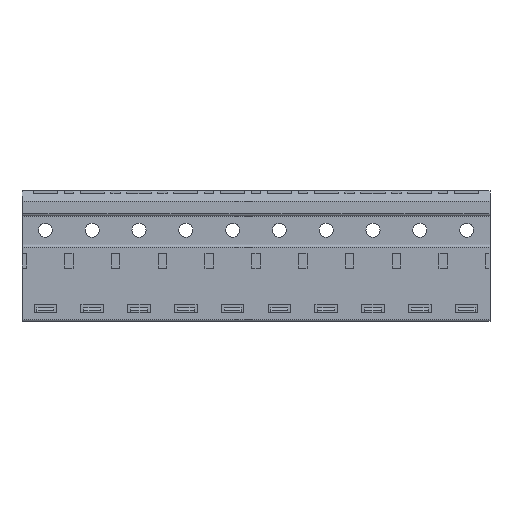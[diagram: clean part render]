
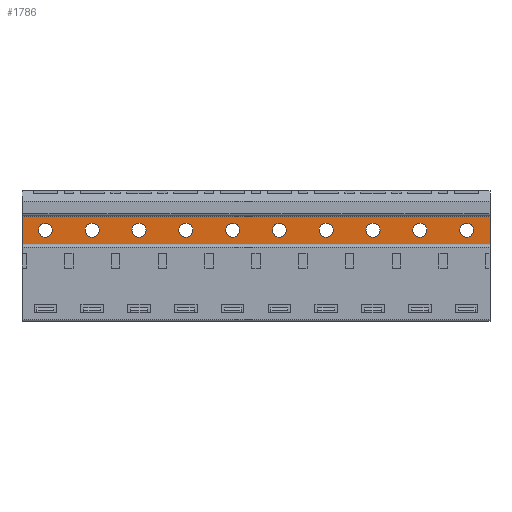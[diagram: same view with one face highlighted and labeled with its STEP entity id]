
A CAD part, front view. The second image highlights one B-rep face of the part: STEP entity #1786.
In plain terms, the highlighted planar face has unit normal (0, -1, 0).
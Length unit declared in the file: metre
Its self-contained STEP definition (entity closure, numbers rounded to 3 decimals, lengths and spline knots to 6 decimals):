
#1786=ADVANCED_FACE('',(#4243,#4244,#4245,#4246,#4247,#4248,#4249,#4250,#4251,#4252,#4253),#4254,.T.);
#4243=FACE_BOUND('',#7413,.T.);
#4244=FACE_BOUND('',#7414,.T.);
#4245=FACE_BOUND('',#7415,.T.);
#4246=FACE_BOUND('',#7416,.T.);
#4247=FACE_BOUND('',#7417,.T.);
#4248=FACE_BOUND('',#7418,.T.);
#4249=FACE_BOUND('',#7419,.T.);
#4250=FACE_BOUND('',#7420,.T.);
#4251=FACE_BOUND('',#7421,.T.);
#4252=FACE_OUTER_BOUND('',#7422,.T.);
#4253=FACE_BOUND('',#7423,.T.);
#4254=PLANE('',#7424);
#7413=EDGE_LOOP('',(#12833));
#7414=EDGE_LOOP('',(#12834));
#7415=EDGE_LOOP('',(#12835));
#7416=EDGE_LOOP('',(#12836));
#7417=EDGE_LOOP('',(#12837));
#7418=EDGE_LOOP('',(#12838));
#7419=EDGE_LOOP('',(#12839));
#7420=EDGE_LOOP('',(#12840));
#7421=EDGE_LOOP('',(#12841));
#7422=EDGE_LOOP('',(#12842,#12843,#12844,#12845));
#7423=EDGE_LOOP('',(#12846));
#7424=AXIS2_PLACEMENT_3D('',#12847,#12848,#12849);
#12833=ORIENTED_EDGE('',*,*,#19827,.F.);
#12834=ORIENTED_EDGE('',*,*,#19112,.F.);
#12835=ORIENTED_EDGE('',*,*,#19996,.F.);
#12836=ORIENTED_EDGE('',*,*,#19997,.F.);
#12837=ORIENTED_EDGE('',*,*,#19998,.F.);
#12838=ORIENTED_EDGE('',*,*,#19999,.F.);
#12839=ORIENTED_EDGE('',*,*,#20000,.F.);
#12840=ORIENTED_EDGE('',*,*,#20001,.F.);
#12841=ORIENTED_EDGE('',*,*,#20002,.F.);
#12842=ORIENTED_EDGE('',*,*,#20003,.T.);
#12843=ORIENTED_EDGE('',*,*,#18662,.F.);
#12844=ORIENTED_EDGE('',*,*,#19693,.T.);
#12845=ORIENTED_EDGE('',*,*,#20004,.T.);
#12846=ORIENTED_EDGE('',*,*,#19289,.F.);
#12847=CARTESIAN_POINT('',(14.160107,11.733671,0.091492));
#12848=DIRECTION('',(0.,-1.0,0.));
#12849=DIRECTION('',(0.0,0.,-1.0));
#18662=EDGE_CURVE('',#22568,#22570,#22571,.T.);
#19112=EDGE_CURVE('',#23320,#23320,#23321,.T.);
#19289=EDGE_CURVE('',#23614,#23614,#23615,.T.);
#19693=EDGE_CURVE('',#22568,#24257,#24258,.T.);
#19827=EDGE_CURVE('',#24456,#24456,#24457,.T.);
#19996=EDGE_CURVE('',#24712,#24712,#24713,.T.);
#19997=EDGE_CURVE('',#24714,#24714,#24715,.T.);
#19998=EDGE_CURVE('',#24716,#24716,#24717,.T.);
#19999=EDGE_CURVE('',#24718,#24718,#24719,.T.);
#20000=EDGE_CURVE('',#24720,#24720,#24721,.T.);
#20001=EDGE_CURVE('',#24722,#24722,#24723,.T.);
#20002=EDGE_CURVE('',#24724,#24724,#24725,.T.);
#20003=EDGE_CURVE('',#24726,#22570,#24727,.T.);
#20004=EDGE_CURVE('',#24257,#24726,#24728,.T.);
#22568=VERTEX_POINT('',#28194);
#22570=VERTEX_POINT('',#28197);
#22571=LINE('',#28198,#28199);
#23320=VERTEX_POINT('',#29302);
#23321=CIRCLE('',#29303,0.00075);
#23614=VERTEX_POINT('',#29766);
#23615=CIRCLE('',#29767,0.00075);
#24257=VERTEX_POINT('',#30716);
#24258=LINE('',#30717,#30718);
#24456=VERTEX_POINT('',#30994);
#24457=CIRCLE('',#30995,0.00075);
#24712=VERTEX_POINT('',#31357);
#24713=CIRCLE('',#31358,0.00075);
#24714=VERTEX_POINT('',#31359);
#24715=CIRCLE('',#31360,0.00075);
#24716=VERTEX_POINT('',#31361);
#24717=CIRCLE('',#31362,0.00075);
#24718=VERTEX_POINT('',#31363);
#24719=CIRCLE('',#31364,0.00075);
#24720=VERTEX_POINT('',#31365);
#24721=CIRCLE('',#31366,0.00075);
#24722=VERTEX_POINT('',#31367);
#24723=CIRCLE('',#31368,0.00075);
#24724=VERTEX_POINT('',#31369);
#24725=CIRCLE('',#31370,0.00075);
#24726=VERTEX_POINT('',#31371);
#24727=LINE('',#31372,#31373);
#24728=LINE('',#31374,#31375);
#28194=CARTESIAN_POINT('',(14.205107,11.733671,0.094492));
#28197=CARTESIAN_POINT('',(14.205107,11.733671,0.091492));
#28198=CARTESIAN_POINT('',(14.205107,11.733671,0.091492));
#28199=VECTOR('',#34720,1.0);
#29302=CARTESIAN_POINT('',(14.158357,11.733671,0.092992));
#29303=AXIS2_PLACEMENT_3D('',#35180,#35181,#35182);
#29766=CARTESIAN_POINT('',(14.203357,11.733671,0.092992));
#29767=AXIS2_PLACEMENT_3D('',#35362,#35363,#35364);
#30716=CARTESIAN_POINT('',(14.155107,11.733671,0.094492));
#30717=CARTESIAN_POINT('',(14.200107,11.733671,0.094492));
#30718=VECTOR('',#35756,1.0);
#30994=CARTESIAN_POINT('',(14.183357,11.733671,0.092992));
#30995=AXIS2_PLACEMENT_3D('',#35886,#35887,#35888);
#31357=CARTESIAN_POINT('',(14.163357,11.733671,0.092992));
#31358=AXIS2_PLACEMENT_3D('',#36056,#36057,#36058);
#31359=CARTESIAN_POINT('',(14.168357,11.733671,0.092992));
#31360=AXIS2_PLACEMENT_3D('',#36059,#36060,#36061);
#31361=CARTESIAN_POINT('',(14.173357,11.733671,0.092992));
#31362=AXIS2_PLACEMENT_3D('',#36062,#36063,#36064);
#31363=CARTESIAN_POINT('',(14.178357,11.733671,0.092992));
#31364=AXIS2_PLACEMENT_3D('',#36065,#36066,#36067);
#31365=CARTESIAN_POINT('',(14.188357,11.733671,0.092992));
#31366=AXIS2_PLACEMENT_3D('',#36068,#36069,#36070);
#31367=CARTESIAN_POINT('',(14.193357,11.733671,0.092992));
#31368=AXIS2_PLACEMENT_3D('',#36071,#36072,#36073);
#31369=CARTESIAN_POINT('',(14.198357,11.733671,0.092992));
#31370=AXIS2_PLACEMENT_3D('',#36074,#36075,#36076);
#31371=CARTESIAN_POINT('',(14.155107,11.733671,0.091492));
#31372=CARTESIAN_POINT('',(14.160107,11.733671,0.091492));
#31373=VECTOR('',#36077,1.0);
#31374=CARTESIAN_POINT('',(14.155107,11.733671,0.091492));
#31375=VECTOR('',#36078,1.0);
#34720=DIRECTION('',(0.,0.,-1.0));
#35180=CARTESIAN_POINT('',(14.157607,11.733671,0.092992));
#35181=DIRECTION('',(0.,-1.0,0.));
#35182=DIRECTION('',(1.0,0.,0.0));
#35362=CARTESIAN_POINT('',(14.202607,11.733671,0.092992));
#35363=DIRECTION('',(0.,-1.0,0.));
#35364=DIRECTION('',(1.0,0.,0.0));
#35756=DIRECTION('',(-1.0,0.,0.));
#35886=CARTESIAN_POINT('',(14.182607,11.733671,0.092992));
#35887=DIRECTION('',(0.,-1.0,0.));
#35888=DIRECTION('',(1.0,0.,0.0));
#36056=CARTESIAN_POINT('',(14.162607,11.733671,0.092992));
#36057=DIRECTION('',(0.,-1.0,0.));
#36058=DIRECTION('',(1.0,0.,0.0));
#36059=CARTESIAN_POINT('',(14.167607,11.733671,0.092992));
#36060=DIRECTION('',(0.,-1.0,0.));
#36061=DIRECTION('',(1.0,0.,0.0));
#36062=CARTESIAN_POINT('',(14.172607,11.733671,0.092992));
#36063=DIRECTION('',(0.,-1.0,0.));
#36064=DIRECTION('',(1.0,0.,0.0));
#36065=CARTESIAN_POINT('',(14.177607,11.733671,0.092992));
#36066=DIRECTION('',(0.,-1.0,0.));
#36067=DIRECTION('',(1.0,0.,0.0));
#36068=CARTESIAN_POINT('',(14.187607,11.733671,0.092992));
#36069=DIRECTION('',(0.,-1.0,0.));
#36070=DIRECTION('',(1.0,0.,0.0));
#36071=CARTESIAN_POINT('',(14.192607,11.733671,0.092992));
#36072=DIRECTION('',(0.,-1.0,0.));
#36073=DIRECTION('',(1.0,0.,0.0));
#36074=CARTESIAN_POINT('',(14.197607,11.733671,0.092992));
#36075=DIRECTION('',(0.,-1.0,0.));
#36076=DIRECTION('',(1.0,0.,0.0));
#36077=DIRECTION('',(1.0,0.,0.));
#36078=DIRECTION('',(0.,0.,-1.0));
